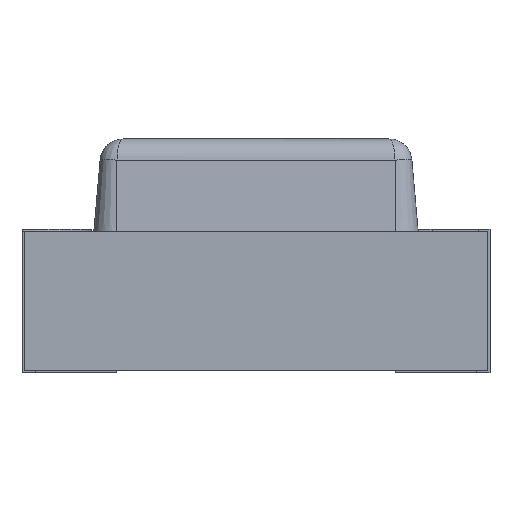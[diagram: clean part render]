
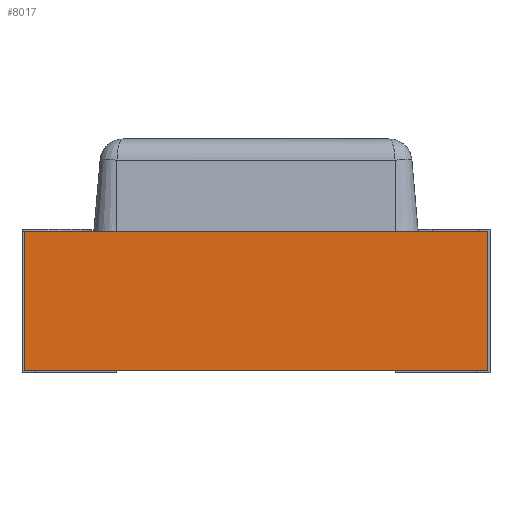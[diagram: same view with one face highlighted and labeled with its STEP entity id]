
A CAD part, front view. The second image highlights one B-rep face of the part: STEP entity #8017.
In plain terms, the highlighted planar face has unit normal (0, -1, 0).
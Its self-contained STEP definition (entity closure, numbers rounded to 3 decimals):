
#485 = LINE ( 'NONE', #15256, #14591 ) ;
#1060 = LINE ( 'NONE', #5608, #18235 ) ;
#1463 = PLANE ( 'NONE',  #10233 ) ;
#1869 = DIRECTION ( 'NONE',  ( 1., 0., 0. ) ) ;
#2407 = EDGE_CURVE ( 'NONE', #3122, #18250, #1060, .T. ) ;
#2833 = CARTESIAN_POINT ( 'NONE',  ( 1., -0.625, 0.6 ) ) ;
#3122 = VERTEX_POINT ( 'NONE', #3164 ) ;
#3164 = CARTESIAN_POINT ( 'NONE',  ( -1., -0.625, 0. ) ) ;
#3767 = ORIENTED_EDGE ( 'NONE', *, *, #17077, .T. ) ;
#4028 = DIRECTION ( 'NONE',  ( 1., 0., 0. ) ) ;
#5182 = LINE ( 'NONE', #13958, #10485 ) ;
#5608 = CARTESIAN_POINT ( 'NONE',  ( -1., -0.625, 0. ) ) ;
#5791 = EDGE_CURVE ( 'NONE', #6034, #18250, #5182, .T. ) ;
#6034 = VERTEX_POINT ( 'NONE', #2833 ) ;
#6950 = EDGE_LOOP ( 'NONE', ( #17070, #11681, #19213, #3767 ) ) ;
#7129 = LINE ( 'NONE', #19040, #10007 ) ;
#7812 = EDGE_CURVE ( 'NONE', #11704, #6034, #485, .T. ) ;
#8017 = ADVANCED_FACE ( 'NONE', ( #11768 ), #1463, .F. ) ;
#10007 = VECTOR ( 'NONE', #17654, 1000. ) ;
#10233 = AXIS2_PLACEMENT_3D ( 'NONE', #14761, #13287, #11858 ) ;
#10485 = VECTOR ( 'NONE', #15340, 1000. ) ;
#11681 = ORIENTED_EDGE ( 'NONE', *, *, #5791, .F. ) ;
#11704 = VERTEX_POINT ( 'NONE', #19056 ) ;
#11768 = FACE_OUTER_BOUND ( 'NONE', #6950, .T. ) ;
#11858 = DIRECTION ( 'NONE',  ( 0., 0., 1. ) ) ;
#13287 = DIRECTION ( 'NONE',  ( 0., 1., 0. ) ) ;
#13958 = CARTESIAN_POINT ( 'NONE',  ( 1., -0.625, 0.6 ) ) ;
#14591 = VECTOR ( 'NONE', #1869, 1000. ) ;
#14761 = CARTESIAN_POINT ( 'NONE',  ( -1., -0.625, 0.6 ) ) ;
#15256 = CARTESIAN_POINT ( 'NONE',  ( -1., -0.625, 0.6 ) ) ;
#15340 = DIRECTION ( 'NONE',  ( 0., 0., -1. ) ) ;
#17070 = ORIENTED_EDGE ( 'NONE', *, *, #2407, .T. ) ;
#17077 = EDGE_CURVE ( 'NONE', #11704, #3122, #7129, .T. ) ;
#17654 = DIRECTION ( 'NONE',  ( 0., 0., -1. ) ) ;
#18235 = VECTOR ( 'NONE', #4028, 1000. ) ;
#18250 = VERTEX_POINT ( 'NONE', #19211 ) ;
#19040 = CARTESIAN_POINT ( 'NONE',  ( -1., -0.625, 0.6 ) ) ;
#19056 = CARTESIAN_POINT ( 'NONE',  ( -1., -0.625, 0.6 ) ) ;
#19211 = CARTESIAN_POINT ( 'NONE',  ( 1., -0.625, 0. ) ) ;
#19213 = ORIENTED_EDGE ( 'NONE', *, *, #7812, .F. ) ;
